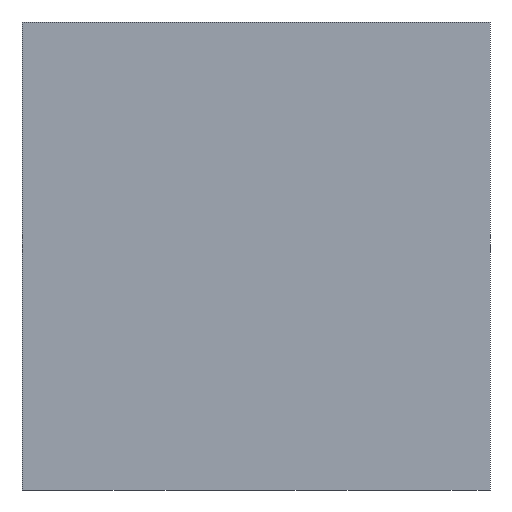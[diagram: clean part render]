
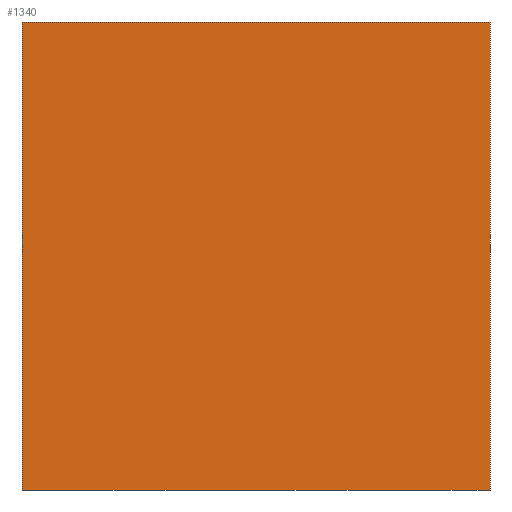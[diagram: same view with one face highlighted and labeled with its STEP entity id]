
A CAD part, front view. The second image highlights one B-rep face of the part: STEP entity #1340.
In plain terms, the highlighted planar face has unit normal (0, -1, 0).
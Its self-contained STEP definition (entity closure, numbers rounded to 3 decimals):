
#5=DIRECTION('',(0.,0.,-1.));
#6=VECTOR('',#5,30.);
#7=CARTESIAN_POINT('',(-15.,0.,15.));
#8=LINE('',#7,#6);
#73=DIRECTION('',(-1.,0.,0.));
#74=VECTOR('',#73,30.);
#75=CARTESIAN_POINT('',(15.,0.,15.));
#76=LINE('',#75,#74);
#458=DIRECTION('',(1.,0.,0.));
#459=VECTOR('',#458,30.);
#460=CARTESIAN_POINT('',(-15.,0.,-15.));
#461=LINE('',#460,#459);
#917=DIRECTION('',(0.,0.,1.));
#918=VECTOR('',#917,30.);
#919=CARTESIAN_POINT('',(15.,0.,-15.));
#920=LINE('',#919,#918);
#1013=CARTESIAN_POINT('',(-15.,0.,15.));
#1014=CARTESIAN_POINT('',(-15.,0.,-15.));
#1015=VERTEX_POINT('',#1013);
#1016=VERTEX_POINT('',#1014);
#1017=CARTESIAN_POINT('',(15.,0.,15.));
#1018=VERTEX_POINT('',#1017);
#1019=CARTESIAN_POINT('',(15.,0.,-15.));
#1020=VERTEX_POINT('',#1019);
#1325=CARTESIAN_POINT('',(0.,0.,0.));
#1326=DIRECTION('',(0.,1.,0.));
#1327=DIRECTION('',(1.,0.,0.));
#1328=AXIS2_PLACEMENT_3D('',#1325,#1326,#1327);
#1329=PLANE('',#1328);
#1331=ORIENTED_EDGE('',*,*,#1330,.F.);
#1333=ORIENTED_EDGE('',*,*,#1332,.F.);
#1335=ORIENTED_EDGE('',*,*,#1334,.F.);
#1337=ORIENTED_EDGE('',*,*,#1336,.F.);
#1338=EDGE_LOOP('',(#1331,#1333,#1335,#1337));
#1339=FACE_OUTER_BOUND('',#1338,.F.);
#1340=ADVANCED_FACE('',(#1339),#1329,.F.);
#1330=EDGE_CURVE('',#1015,#1016,#8,.T.);
#1332=EDGE_CURVE('',#1018,#1015,#76,.T.);
#1334=EDGE_CURVE('',#1020,#1018,#920,.T.);
#1336=EDGE_CURVE('',#1016,#1020,#461,.T.);
